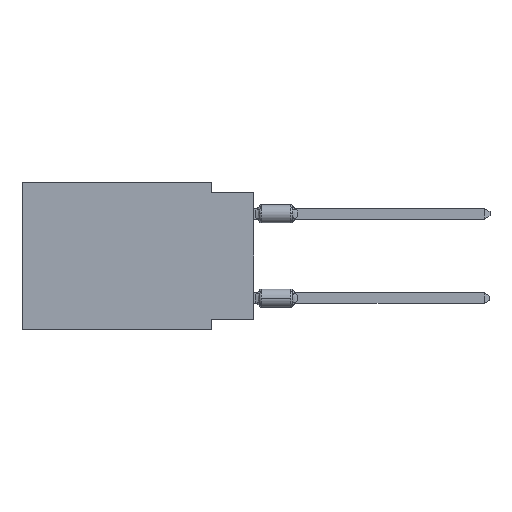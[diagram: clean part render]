
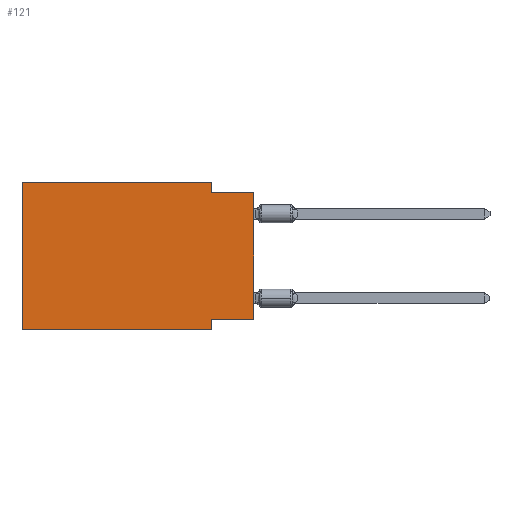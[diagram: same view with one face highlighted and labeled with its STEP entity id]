
A CAD part, left-side view. The second image highlights one B-rep face of the part: STEP entity #121.
In plain terms, the highlighted planar face has unit normal (-1, 0, 0).
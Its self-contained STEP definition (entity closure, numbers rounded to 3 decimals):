
#68 = DIRECTION ( 'NONE',  ( 0., 0., -1. ) ) ;
#121 = ADVANCED_FACE ( 'NONE', ( #7122 ), #298, .F. ) ;
#222 = DIRECTION ( 'NONE',  ( 1., 0., 0. ) ) ;
#283 = ORIENTED_EDGE ( 'NONE', *, *, #13916, .F. ) ;
#298 = PLANE ( 'NONE',  #10647 ) ;
#408 = VECTOR ( 'NONE', #14342, 1000. ) ;
#771 = ORIENTED_EDGE ( 'NONE', *, *, #11257, .F. ) ;
#797 = CARTESIAN_POINT ( 'NONE',  ( 0., 0., 0. ) ) ;
#869 = CARTESIAN_POINT ( 'NONE',  ( 0., 0., -0.635 ) ) ;
#1097 = EDGE_CURVE ( 'NONE', #13168, #14891, #9751, .T. ) ;
#1104 = CARTESIAN_POINT ( 'NONE',  ( 0., 2.54, -8.89 ) ) ;
#1183 = DIRECTION ( 'NONE',  ( 0., -1., 0. ) ) ;
#1240 = DIRECTION ( 'NONE',  ( 0., -1., 0. ) ) ;
#1442 = EDGE_CURVE ( 'NONE', #13168, #3051, #14887, .T. ) ;
#1453 = CARTESIAN_POINT ( 'NONE',  ( 0., 2.54, 0. ) ) ;
#1460 = VECTOR ( 'NONE', #7015, 1000. ) ;
#1602 = CARTESIAN_POINT ( 'NONE',  ( 0., 2.54, -8.255 ) ) ;
#1761 = ORIENTED_EDGE ( 'NONE', *, *, #4714, .F. ) ;
#1918 = CARTESIAN_POINT ( 'NONE',  ( 0., 2.54, 0. ) ) ;
#1987 = DIRECTION ( 'NONE',  ( 0., 0., 1. ) ) ;
#2086 = VECTOR ( 'NONE', #5700, 1000. ) ;
#2510 = LINE ( 'NONE', #11771, #14871 ) ;
#2741 = DIRECTION ( 'NONE',  ( 0., 0., 1. ) ) ;
#3051 = VERTEX_POINT ( 'NONE', #1104 ) ;
#3092 = ORIENTED_EDGE ( 'NONE', *, *, #13864, .T. ) ;
#3679 = EDGE_LOOP ( 'NONE', ( #3092, #1761, #4086, #283, #10733, #6737, #771, #12649 ) ) ;
#4086 = ORIENTED_EDGE ( 'NONE', *, *, #6277, .F. ) ;
#4192 = DIRECTION ( 'NONE',  ( 0., 0., -1. ) ) ;
#4285 = VECTOR ( 'NONE', #4192, 1000. ) ;
#4714 = EDGE_CURVE ( 'NONE', #8266, #13865, #10284, .T. ) ;
#5173 = VECTOR ( 'NONE', #1987, 1000. ) ;
#5700 = DIRECTION ( 'NONE',  ( 0., -1., 0. ) ) ;
#5789 = EDGE_CURVE ( 'NONE', #9347, #11795, #8626, .T. ) ;
#6065 = CARTESIAN_POINT ( 'NONE',  ( 0., 13.97, 0. ) ) ;
#6277 = EDGE_CURVE ( 'NONE', #10024, #8266, #10207, .T. ) ;
#6329 = CARTESIAN_POINT ( 'NONE',  ( 0., 13.97, 0. ) ) ;
#6737 = ORIENTED_EDGE ( 'NONE', *, *, #1442, .T. ) ;
#7015 = DIRECTION ( 'NONE',  ( 0., 0., -1. ) ) ;
#7069 = CARTESIAN_POINT ( 'NONE',  ( 0., 13.97, -8.89 ) ) ;
#7087 = CARTESIAN_POINT ( 'NONE',  ( 0., 2.54, -8.89 ) ) ;
#7122 = FACE_OUTER_BOUND ( 'NONE', #3679, .T. ) ;
#7965 = CARTESIAN_POINT ( 'NONE',  ( 0., 13.97, -8.89 ) ) ;
#8266 = VERTEX_POINT ( 'NONE', #13155 ) ;
#8626 = LINE ( 'NONE', #9707, #408 ) ;
#8647 = CARTESIAN_POINT ( 'NONE',  ( 0., 13.97, 0. ) ) ;
#8982 = VECTOR ( 'NONE', #1183, 1000. ) ;
#9347 = VERTEX_POINT ( 'NONE', #13322 ) ;
#9707 = CARTESIAN_POINT ( 'NONE',  ( 0., 0., -8.255 ) ) ;
#9751 = LINE ( 'NONE', #6329, #10840 ) ;
#10024 = VERTEX_POINT ( 'NONE', #1453 ) ;
#10207 = LINE ( 'NONE', #1918, #4285 ) ;
#10284 = LINE ( 'NONE', #11714, #8982 ) ;
#10647 = AXIS2_PLACEMENT_3D ( 'NONE', #6065, #222, #68 ) ;
#10733 = ORIENTED_EDGE ( 'NONE', *, *, #1097, .F. ) ;
#10840 = VECTOR ( 'NONE', #2741, 1000. ) ;
#11178 = LINE ( 'NONE', #797, #5173 ) ;
#11257 = EDGE_CURVE ( 'NONE', #11795, #3051, #12782, .T. ) ;
#11714 = CARTESIAN_POINT ( 'NONE',  ( 0., 0., -0.635 ) ) ;
#11771 = CARTESIAN_POINT ( 'NONE',  ( 0., 13.97, 0. ) ) ;
#11795 = VERTEX_POINT ( 'NONE', #1602 ) ;
#12649 = ORIENTED_EDGE ( 'NONE', *, *, #5789, .F. ) ;
#12782 = LINE ( 'NONE', #7087, #1460 ) ;
#13155 = CARTESIAN_POINT ( 'NONE',  ( 0., 2.54, -0.635 ) ) ;
#13168 = VERTEX_POINT ( 'NONE', #7965 ) ;
#13322 = CARTESIAN_POINT ( 'NONE',  ( 0., 0., -8.255 ) ) ;
#13864 = EDGE_CURVE ( 'NONE', #9347, #13865, #11178, .T. ) ;
#13865 = VERTEX_POINT ( 'NONE', #869 ) ;
#13916 = EDGE_CURVE ( 'NONE', #14891, #10024, #2510, .T. ) ;
#14342 = DIRECTION ( 'NONE',  ( 0., 1., 0. ) ) ;
#14871 = VECTOR ( 'NONE', #1240, 1000. ) ;
#14887 = LINE ( 'NONE', #7069, #2086 ) ;
#14891 = VERTEX_POINT ( 'NONE', #8647 ) ;
